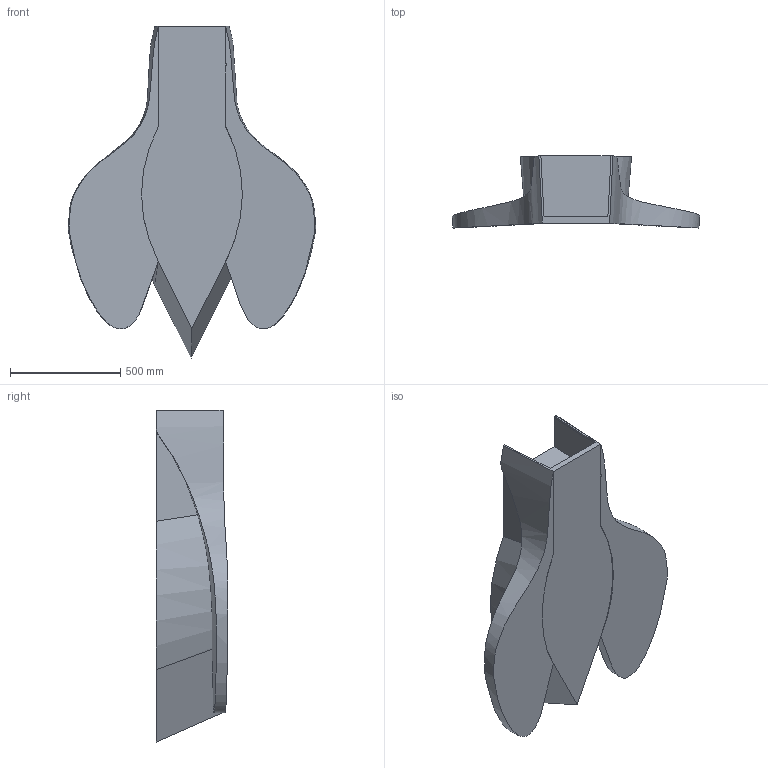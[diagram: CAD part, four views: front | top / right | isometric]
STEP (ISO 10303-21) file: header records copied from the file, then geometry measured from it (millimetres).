
FILE_DESCRIPTION(/* description */ (''),/* implementation_level */ '2;1');
FILE_NAME(/* name */ 'boat_final v5.step',/* time_stamp */ '2023-03-08T17:59:38+05:30',/* author */ (''),/* organization */ (''),/* preprocessor_version */ 'ST-DEVELOPER v19.2',/* originating_system */ 'Autodesk Translation Framework v11.17.0.187',/* authorisation */ '');
FILE_SCHEMA (('AUTOMOTIVE_DESIGN { 1 0 10303 214 3 1 1 }'));
Length unit declared in the file: centimetre
Products named in the file (4): boat_final; base v9; left_wing v2; right_wing v5
Assembly tree (3 placements, depth 2):
  boat_final
    base v9
    left_wing v2
    right_wing v5
Bounding box: 1121.9 x 325.82 x 1506.04 mm (x, y, z)
Volume: 62477537.1 mm3; surface area: 4288808.5 mm2
Topology: 1 solids, 1 shells, 62 faces, 179 edges, 117 vertices
Faces by surface type: plane 42, bspline 16, cylinder 4
Entity records: 3388 total; most frequent: CARTESIAN_POINT 1798, ORIENTED_EDGE 358, DIRECTION 239, EDGE_CURVE 179, VERTEX_POINT 117, LINE 111, VECTOR 111, EDGE_LOOP 64
